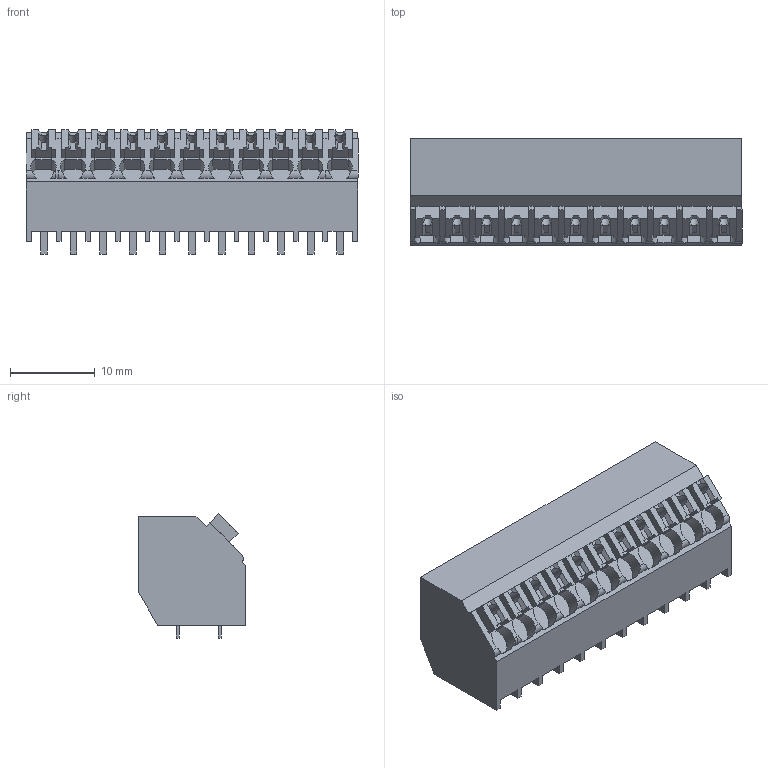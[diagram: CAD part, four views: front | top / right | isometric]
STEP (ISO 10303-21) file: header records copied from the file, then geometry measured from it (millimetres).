
FILE_DESCRIPTION(('CATIA V5 STEP Exchange','CAx-IF Rec.Pracs.--- Model Styling and Organization---1.2---2011-12-15'),'2;1');
FILE_NAME ('D1458600_0', '2018-03-26T16:45:02+00:00', ('none'), ('Weidmueller'), 'CATIA Version 5-6 Release 2014', 'CATIA V5 STEP AP214', 'none');
FILE_SCHEMA(('AUTOMOTIVE_DESIGN { 1 0 10303 214 1 1 1 1 }'));
Length unit declared in the file: millimetre
Products named in the file (1): 1887690000
Bounding box: 39.2 x 12.7 x 14.66 mm (x, y, z)
Volume: 4389.4 mm3; surface area: 4328.5 mm2
Topology: 34 solids, 34 shells, 675 faces, 1971 edges, 1364 vertices
Faces by surface type: plane 616, cylinder 59
Entity records: 20624 total; most frequent: CARTESIAN_POINT 4083, ORIENTED_EDGE 3942, DIRECTION 2541, EDGE_CURVE 1971, VECTOR 1706, LINE 1706, VERTEX_POINT 1364, EDGE_LOOP 697
